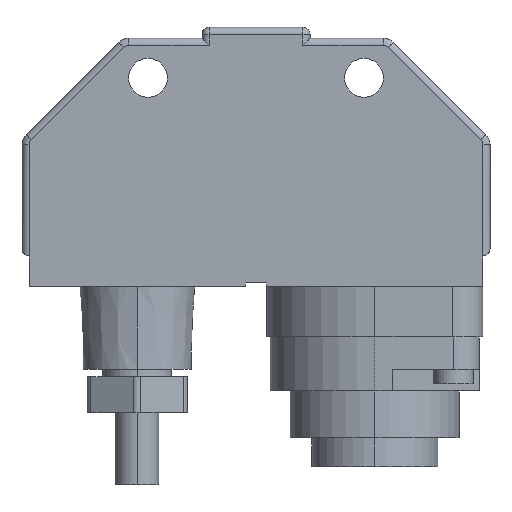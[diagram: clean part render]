
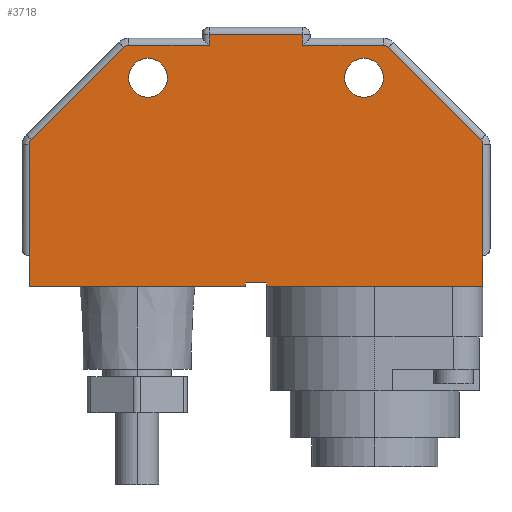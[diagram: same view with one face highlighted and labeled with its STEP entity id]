
A CAD part, front view. The second image highlights one B-rep face of the part: STEP entity #3718.
In plain terms, the highlighted planar face has unit normal (0, -1, 0).
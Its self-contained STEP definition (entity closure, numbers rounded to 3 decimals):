
#40=CARTESIAN_POINT('',(15.,0.,28.5));
#41=DIRECTION('',(0.,-1.,0.));
#42=DIRECTION('',(-1.,0.,0.));
#43=AXIS2_PLACEMENT_3D('',#40,#41,#42);
#49=CARTESIAN_POINT('',(15.,0.,28.5));
#50=DIRECTION('',(0.,-1.,0.));
#51=DIRECTION('',(1.,0.,0.));
#52=AXIS2_PLACEMENT_3D('',#49,#50,#51);
#57=CARTESIAN_POINT('',(-15.,0.,28.5));
#58=DIRECTION('',(0.,-1.,0.));
#59=DIRECTION('',(-1.,0.,0.));
#60=AXIS2_PLACEMENT_3D('',#57,#58,#59);
#65=CARTESIAN_POINT('',(-15.,0.,28.5));
#66=DIRECTION('',(0.,-1.,0.));
#67=DIRECTION('',(1.,0.,0.));
#68=AXIS2_PLACEMENT_3D('',#65,#66,#67);
#73=CARTESIAN_POINT('',(-30.5,0.,19.172));
#74=DIRECTION('',(0.,1.,0.));
#75=DIRECTION('',(-1.,0.,0.));
#76=AXIS2_PLACEMENT_3D('',#73,#74,#75);
#81=DIRECTION('',(0.707,0.,0.707));
#82=VECTOR('',#81,18.142);
#83=CARTESIAN_POINT('',(-31.207,0.,19.879));
#84=LINE('',#83,#82);
#88=CARTESIAN_POINT('',(-17.672,0.,32.));
#89=DIRECTION('',(0.,1.,0.));
#90=DIRECTION('',(-0.707,0.,0.707));
#91=AXIS2_PLACEMENT_3D('',#88,#89,#90);
#96=CARTESIAN_POINT('',(17.672,0.,32.));
#97=DIRECTION('',(0.,1.,0.));
#98=DIRECTION('',(0.,0.,1.));
#99=AXIS2_PLACEMENT_3D('',#96,#97,#98);
#104=DIRECTION('',(0.707,0.,-0.707));
#105=VECTOR('',#104,18.142);
#106=CARTESIAN_POINT('',(18.379,0.,32.707));
#107=LINE('',#106,#105);
#111=CARTESIAN_POINT('',(30.5,0.,19.172));
#112=DIRECTION('',(0.,1.,0.));
#113=DIRECTION('',(0.707,0.,0.707));
#114=AXIS2_PLACEMENT_3D('',#111,#112,#113);
#119=DIRECTION('',(0.,0.,-1.));
#120=VECTOR('',#119,4.254);
#121=CARTESIAN_POINT('',(31.5,0.,3.754));
#122=LINE('',#121,#120);
#126=DIRECTION('',(0.,0.,1.));
#127=VECTOR('',#126,0.508);
#128=CARTESIAN_POINT('',(1.5,0.,-0.5));
#129=LINE('',#128,#127);
#133=CARTESIAN_POINT('',(0.,0.,134.031));
#134=DIRECTION('',(0.,-1.,0.));
#135=DIRECTION('',(-0.011,0.,-1.));
#136=AXIS2_PLACEMENT_3D('',#133,#134,#135);
#141=DIRECTION('',(0.,0.,-1.));
#142=VECTOR('',#141,0.508);
#143=CARTESIAN_POINT('',(-1.5,0.,0.008));
#144=LINE('',#143,#142);
#148=DIRECTION('',(0.,0.,1.));
#149=VECTOR('',#148,4.254);
#150=CARTESIAN_POINT('',(-31.5,0.,-0.5));
#151=LINE('',#150,#149);
#444=DIRECTION('',(0.,0.,1.));
#445=VECTOR('',#444,1.5);
#446=CARTESIAN_POINT('',(6.5,0.,33.));
#447=LINE('',#446,#445);
#496=DIRECTION('',(-1.,0.,0.));
#497=VECTOR('',#496,13.);
#498=CARTESIAN_POINT('',(6.5,0.,34.5));
#499=LINE('',#498,#497);
#633=DIRECTION('',(-1.,0.,0.));
#634=VECTOR('',#633,11.172);
#635=CARTESIAN_POINT('',(-6.5,0.,33.));
#636=LINE('',#635,#634);
#702=DIRECTION('',(0.,0.,-1.));
#703=VECTOR('',#702,15.417);
#704=CARTESIAN_POINT('',(-31.5,0.,
19.172));
#705=LINE('',#704,#703);
#743=CARTESIAN_POINT('',(-31.5,0.,3.754));
#764=CARTESIAN_POINT('',(31.5,0.,3.754));
#1028=DIRECTION('',(0.,0.,1.));
#1029=VECTOR('',#1028,15.417);
#1030=CARTESIAN_POINT('',(31.5,0.,3.754));
#1031=LINE('',#1030,#1029);
#1097=DIRECTION('',(-1.,0.,0.));
#1098=VECTOR('',#1097,11.172);
#1099=CARTESIAN_POINT('',(17.672,0.,
33.));
#1100=LINE('',#1099,#1098);
#1473=DIRECTION('',(1.,0.,0.));
#1474=VECTOR('',#1473,30.);
#1475=CARTESIAN_POINT('',(-31.5,0.,-0.5));
#1476=LINE('',#1475,#1474);
#2052=DIRECTION('',(1.,0.,0.));
#2053=VECTOR('',#2052,30.);
#2054=CARTESIAN_POINT('',(1.5,0.,-0.5));
#2055=LINE('',#2054,#2053);
#3125=DIRECTION('',(0.,0.,-1.));
#3126=VECTOR('',#3125,1.5);
#3127=CARTESIAN_POINT('',(-6.5,0.,34.5));
#3128=LINE('',#3127,#3126);
#3145=CARTESIAN_POINT('',(6.5,0.,33.));
#3146=CARTESIAN_POINT('',(6.5,0.,34.5));
#3147=VERTEX_POINT('',#3145);
#3148=VERTEX_POINT('',#3146);
#3149=CARTESIAN_POINT('',(17.672,0.,
33.));
#3150=VERTEX_POINT('',#3149);
#3151=CARTESIAN_POINT('',(18.379,0.,
32.707));
#3152=VERTEX_POINT('',#3151);
#3153=CARTESIAN_POINT('',(31.207,0.,
19.879));
#3154=VERTEX_POINT('',#3153);
#3155=CARTESIAN_POINT('',(31.5,0.,
19.172));
#3156=VERTEX_POINT('',#3155);
#3157=CARTESIAN_POINT('',(-31.5,0.,
19.172));
#3158=CARTESIAN_POINT('',(-31.207,0.,
19.879));
#3159=VERTEX_POINT('',#3157);
#3160=VERTEX_POINT('',#3158);
#3161=CARTESIAN_POINT('',(-18.379,0.,
32.707));
#3162=VERTEX_POINT('',#3161);
#3163=CARTESIAN_POINT('',(-17.672,0.,
33.));
#3164=VERTEX_POINT('',#3163);
#3165=CARTESIAN_POINT('',(-6.5,0.,33.));
#3166=VERTEX_POINT('',#3165);
#3167=CARTESIAN_POINT('',(-6.5,0.,34.5));
#3168=VERTEX_POINT('',#3167);
#3169=CARTESIAN_POINT('',(12.3,0.,28.5));
#3170=CARTESIAN_POINT('',(17.7,0.,28.5));
#3171=VERTEX_POINT('',#3169);
#3172=VERTEX_POINT('',#3170);
#3173=CARTESIAN_POINT('',(-17.7,0.,28.5));
#3174=CARTESIAN_POINT('',(-12.3,0.,28.5));
#3175=VERTEX_POINT('',#3173);
#3176=VERTEX_POINT('',#3174);
#3305=CARTESIAN_POINT('',(-1.5,0.,0.008));
#3306=CARTESIAN_POINT('',(1.5,0.,0.008));
#3307=VERTEX_POINT('',#3305);
#3308=VERTEX_POINT('',#3306);
#3309=CARTESIAN_POINT('',(-1.5,0.,-0.5));
#3310=VERTEX_POINT('',#3309);
#3311=CARTESIAN_POINT('',(1.5,0.,-0.5));
#3312=VERTEX_POINT('',#3311);
#3313=CARTESIAN_POINT('',(-31.5,0.,-0.5));
#3314=VERTEX_POINT('',#3313);
#3315=CARTESIAN_POINT('',(31.5,0.,-0.5));
#3316=VERTEX_POINT('',#3315);
#3329=VERTEX_POINT('',#743);
#3342=VERTEX_POINT('',#764);
#3659=CARTESIAN_POINT('',(0.,0.,0.));
#3660=DIRECTION('',(0.,1.,0.));
#3661=DIRECTION('',(1.,0.,0.));
#3662=AXIS2_PLACEMENT_3D('',#3659,#3660,#3661);
#3663=PLANE('',#3662);
#3665=ORIENTED_EDGE('',*,*,#3664,.F.);
#3667=ORIENTED_EDGE('',*,*,#3666,.T.);
#3669=ORIENTED_EDGE('',*,*,#3668,.T.);
#3671=ORIENTED_EDGE('',*,*,#3670,.T.);
#3673=ORIENTED_EDGE('',*,*,#3672,.F.);
#3675=ORIENTED_EDGE('',*,*,#3674,.F.);
#3677=ORIENTED_EDGE('',*,*,#3676,.F.);
#3679=ORIENTED_EDGE('',*,*,#3678,.F.);
#3681=ORIENTED_EDGE('',*,*,#3680,.F.);
#3683=ORIENTED_EDGE('',*,*,#3682,.T.);
#3685=ORIENTED_EDGE('',*,*,#3684,.T.);
#3687=ORIENTED_EDGE('',*,*,#3686,.T.);
#3689=ORIENTED_EDGE('',*,*,#3688,.F.);
#3691=ORIENTED_EDGE('',*,*,#3690,.T.);
#3693=ORIENTED_EDGE('',*,*,#3692,.F.);
#3695=ORIENTED_EDGE('',*,*,#3694,.T.);
#3697=ORIENTED_EDGE('',*,*,#3696,.F.);
#3699=ORIENTED_EDGE('',*,*,#3698,.T.);
#3701=ORIENTED_EDGE('',*,*,#3700,.F.);
#3703=ORIENTED_EDGE('',*,*,#3702,.T.);
#3704=EDGE_LOOP('',(#3665,#3667,#3669,#3671,#3673,#3675,#3677,#3679,#3681,#3683,
#3685,#3687,#3689,#3691,#3693,#3695,#3697,#3699,#3701,#3703));
#3705=FACE_OUTER_BOUND('',#3704,.F.);
#3707=ORIENTED_EDGE('',*,*,#3706,.T.);
#3709=ORIENTED_EDGE('',*,*,#3708,.T.);
#3710=EDGE_LOOP('',(#3707,#3709));
#3711=FACE_BOUND('',#3710,.F.);
#3713=ORIENTED_EDGE('',*,*,#3712,.T.);
#3715=ORIENTED_EDGE('',*,*,#3714,.T.);
#3716=EDGE_LOOP('',(#3713,#3715));
#3717=FACE_BOUND('',#3716,.F.);
#3718=ADVANCED_FACE('',(#3705,#3711,#3717),#3663,.F.);
#44=CIRCLE('',#43,2.7);
#53=CIRCLE('',#52,2.7);
#61=CIRCLE('',#60,2.7);
#69=CIRCLE('',#68,2.7);
#77=CIRCLE('',#76,1.);
#92=CIRCLE('',#91,1.);
#100=CIRCLE('',#99,1.);
#115=CIRCLE('',#114,1.);
#137=CIRCLE('',#136,134.031);
#3664=EDGE_CURVE('',#3159,#3329,#705,.T.);
#3666=EDGE_CURVE('',#3159,#3160,#77,.T.);
#3668=EDGE_CURVE('',#3160,#3162,#84,.T.);
#3670=EDGE_CURVE('',#3162,#3164,#92,.T.);
#3672=EDGE_CURVE('',#3166,#3164,#636,.T.);
#3674=EDGE_CURVE('',#3168,#3166,#3128,.T.);
#3676=EDGE_CURVE('',#3148,#3168,#499,.T.);
#3678=EDGE_CURVE('',#3147,#3148,#447,.T.);
#3680=EDGE_CURVE('',#3150,#3147,#1100,.T.);
#3682=EDGE_CURVE('',#3150,#3152,#100,.T.);
#3684=EDGE_CURVE('',#3152,#3154,#107,.T.);
#3686=EDGE_CURVE('',#3154,#3156,#115,.T.);
#3688=EDGE_CURVE('',#3342,#3156,#1031,.T.);
#3690=EDGE_CURVE('',#3342,#3316,#122,.T.);
#3692=EDGE_CURVE('',#3312,#3316,#2055,.T.);
#3694=EDGE_CURVE('',#3312,#3308,#129,.T.);
#3696=EDGE_CURVE('',#3307,#3308,#137,.T.);
#3698=EDGE_CURVE('',#3307,#3310,#144,.T.);
#3700=EDGE_CURVE('',#3314,#3310,#1476,.T.);
#3702=EDGE_CURVE('',#3314,#3329,#151,.T.);
#3706=EDGE_CURVE('',#3175,#3176,#61,.T.);
#3708=EDGE_CURVE('',#3176,#3175,#69,.T.);
#3712=EDGE_CURVE('',#3171,#3172,#44,.T.);
#3714=EDGE_CURVE('',#3172,#3171,#53,.T.);
